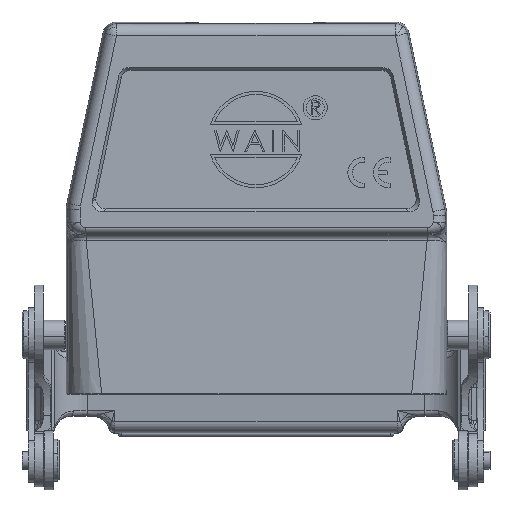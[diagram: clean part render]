
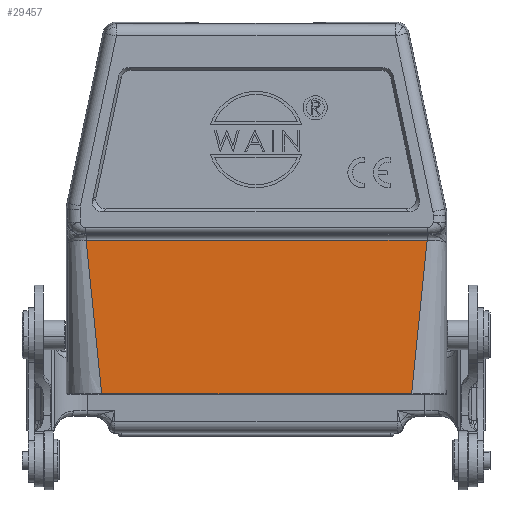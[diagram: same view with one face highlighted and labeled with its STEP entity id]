
A CAD part, top view. The second image highlights one B-rep face of the part: STEP entity #29457.
In plain terms, the highlighted planar face has unit normal (0, 0, 1).
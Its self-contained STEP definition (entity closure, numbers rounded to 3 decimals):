
#5673=DIRECTION('',(1.,0.,0.));
#5674=VECTOR('',#5673,51.464);
#5675=CARTESIAN_POINT('',(-25.629,2.8,14.75));
#5676=LINE('',#5675,#5674);
#7499=DIRECTION('',(-1.,0.,0.));
#7500=VECTOR('',#7499,56.612);
#7501=CARTESIAN_POINT('',(28.409,28.258,14.75));
#7502=LINE('',#7501,#7500);
#7627=CARTESIAN_POINT('',(-25.629,2.8,14.75));
#7634=DIRECTION('',(-0.101,0.995,0.));
#7635=VECTOR('',#7634,25.588);
#7636=CARTESIAN_POINT('',(-25.629,2.8,14.75));
#7637=LINE('',#7636,#7635);
#7638=DIRECTION('',(-0.101,-0.995,0.));
#7639=VECTOR('',#7638,25.588);
#7640=CARTESIAN_POINT('',(28.409,28.258,14.75));
#7641=LINE('',#7640,#7639);
#15675=VERTEX_POINT('',#7627);
#15676=CARTESIAN_POINT('',(25.835,2.8,14.75));
#15677=VERTEX_POINT('',#15676);
#16086=CARTESIAN_POINT('',(28.409,28.258,14.75));
#16088=VERTEX_POINT('',#16086);
#16093=CARTESIAN_POINT('',(-28.203,28.258,
14.75));
#16094=VERTEX_POINT('',#16093);
#29445=CARTESIAN_POINT('',(-31.5,0.,14.75));
#29446=DIRECTION('',(0.,0.,1.));
#29447=DIRECTION('',(1.,0.,0.));
#29448=AXIS2_PLACEMENT_3D('',#29445,#29446,#29447);
#29449=PLANE('',#29448);
#29450=ORIENTED_EDGE('',*,*,#29438,.T.);
#29451=ORIENTED_EDGE('',*,*,#29178,.F.);
#29453=ORIENTED_EDGE('',*,*,#29452,.T.);
#29454=ORIENTED_EDGE('',*,*,#26521,.F.);
#29455=EDGE_LOOP('',(#29450,#29451,#29453,#29454));
#29456=FACE_OUTER_BOUND('',#29455,.F.);
#29457=ADVANCED_FACE('',(#29456),#29449,.T.);
#26521=EDGE_CURVE('',#15675,#15677,#5676,.T.);
#29178=EDGE_CURVE('',#16088,#16094,#7502,.T.);
#29438=EDGE_CURVE('',#15675,#16094,#7637,.T.);
#29452=EDGE_CURVE('',#16088,#15677,#7641,.T.);
